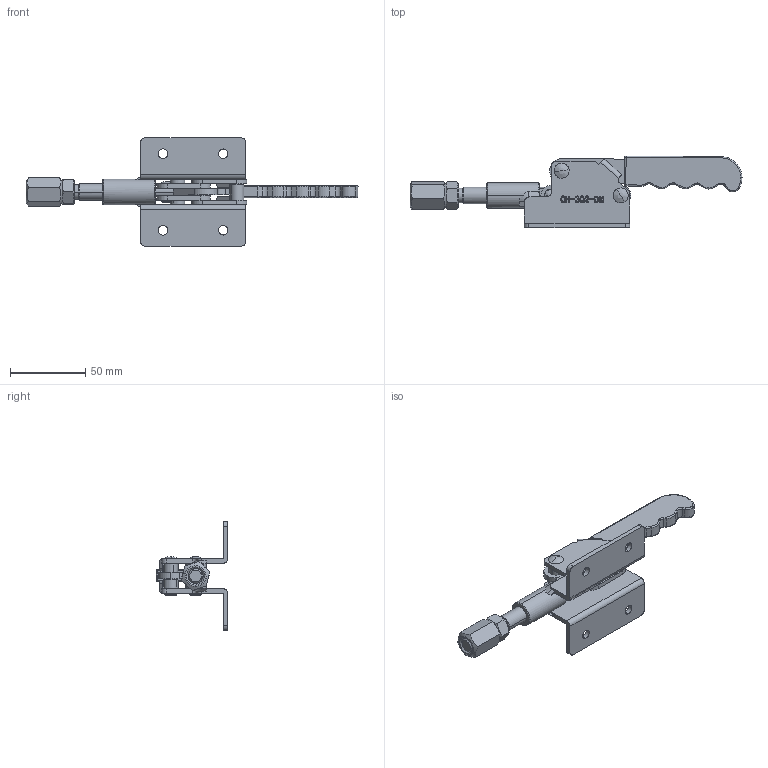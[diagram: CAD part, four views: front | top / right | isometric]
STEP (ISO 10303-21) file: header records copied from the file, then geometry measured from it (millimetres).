
FILE_DESCRIPTION (( 'STEP AP203' ), '1' );
FILE_NAME ('CH-302-DM.STEP', '2012-09-29T06:56:59', ( '微软用户' ), ( '微软中国' ), 'SwSTEP 2.0', 'SolidWorks 2010', '' );
FILE_SCHEMA (( 'CONFIG_CONTROL_DESIGN' ));
Length unit declared in the file: millimetre
Products named in the file (13): 302-DM-02; 302-DM-01; 302-DM-11; 302-DM-07; CH-302-DM; 302-DM-03; M10 NUT; 302-DM-08; 302-DM-10; 302-DM-04; 302-DM-06; 302-DM-09; 302-DM-12
Assembly tree (16 placements, depth 2):
  CH-302-DM
    302-DM-12  x2
    M10 NUT
    302-DM-04  x2
    302-DM-08
    302-DM-03
    302-DM-10
    302-DM-01
    302-DM-06  x2
    302-DM-02
    302-DM-11
    302-DM-07
    302-DM-09  x2
Bounding box: 220.79 x 47.73 x 72 mm (x, y, z)
Volume: 66957.5 mm3; surface area: 44532.1 mm2
Topology: 18 solids, 18 shells, 753 faces, 1948 edges, 1250 vertices
Faces by surface type: plane 287, bspline 232, cylinder 170, cone 60, sphere 4
Entity records: 37068 total; most frequent: CARTESIAN_POINT 19901, ORIENTED_EDGE 3614, DIRECTION 2644, EDGE_CURVE 1807, VERTEX_POINT 1170, VECTOR 976, LINE 976, AXIS2_PLACEMENT_3D 834
